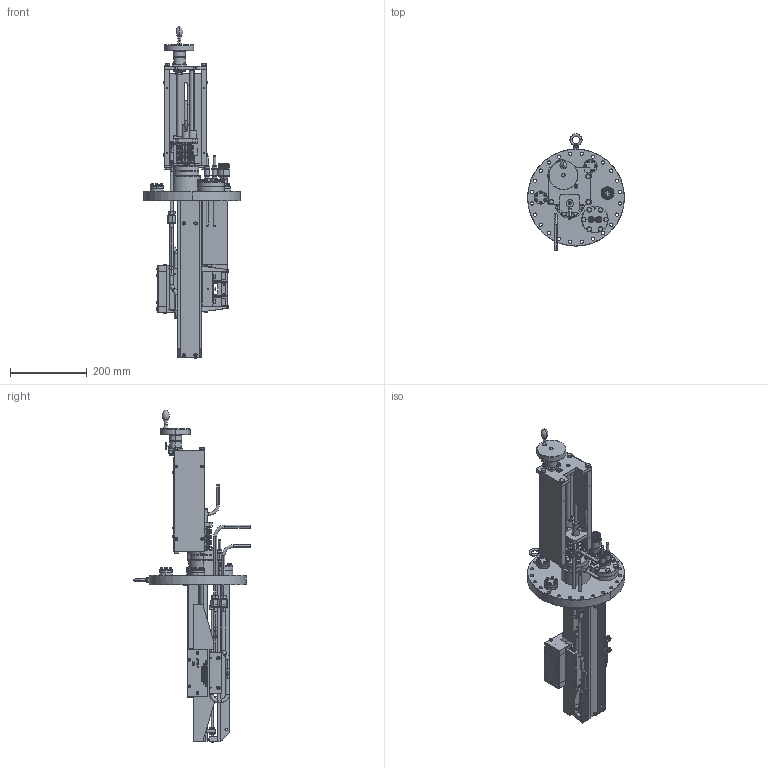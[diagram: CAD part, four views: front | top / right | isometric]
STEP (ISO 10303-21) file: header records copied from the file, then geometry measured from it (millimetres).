
FILE_DESCRIPTION (( 'STEP AP214' ), '1' );
FILE_NAME ('HCL_4_POCKET_15cc_MANUAL_ACTUATED_10.0_O.D._SOURCE_FLANGE_.STEP', '2019-12-14T01:31:32', ( 'admin' ), ( 'Microsoft' ), 'SwSTEP 2.0', 'SolidWorks 2016', '' );
FILE_SCHEMA (( 'AUTOMOTIVE_DESIGN' ));
Length unit declared in the file: inch
Products named in the file (1): HCL_4_POCKET_15cc_MANUAL_ACTUATED_10.0_O.D._SOURCE_FLANGE_
Bounding box: 253.24 x 303.61 x 867.02 mm (x, y, z)
Surface area: 1002400.8 mm2 (no closed solid volume)
Topology: 0 solids, 419 shells, 2325 faces, 8854 edges, 6719 vertices
Faces by surface type: plane 956, cylinder 759, cone 455, torus 69, sphere 54, bspline 32
Entity records: 135914 total; most frequent: CARTESIAN_POINT 31728, DIRECTION 15976, ORIENTED_EDGE 12511, EDGE_CURVE 8779, VERTEX_POINT 6702, AXIS2_PLACEMENT_3D 5784, VECTOR 4408, LINE 4408
